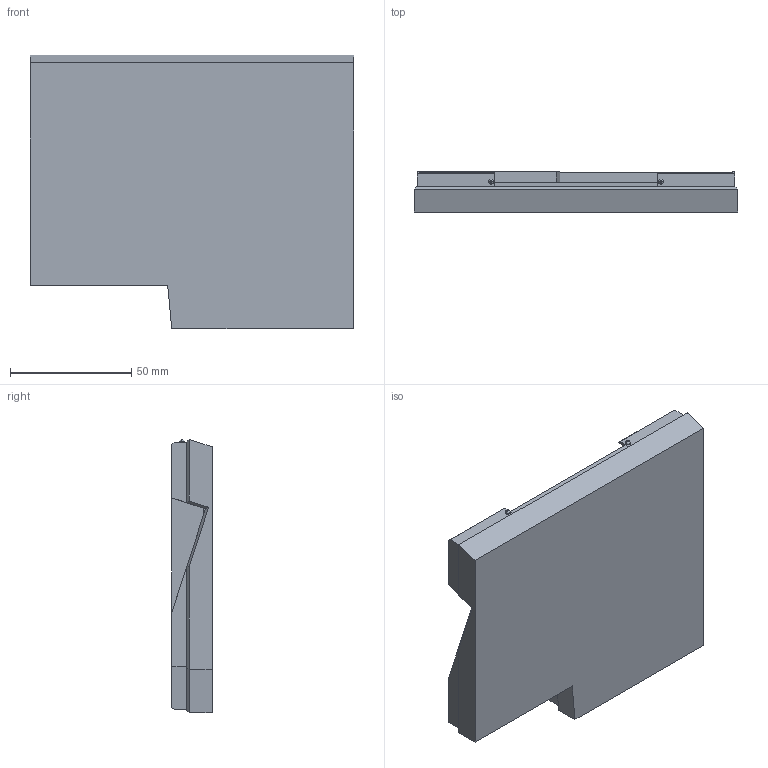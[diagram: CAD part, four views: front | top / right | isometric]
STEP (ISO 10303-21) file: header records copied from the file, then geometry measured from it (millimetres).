
FILE_DESCRIPTION (( 'STEP AP214' ), '1' );
FILE_NAME ('2of2 TSK Case.STEP', '2017-06-08T19:13:46', ( '' ), ( '' ), 'SwSTEP 2.0', 'SolidWorks 2016', '' );
FILE_SCHEMA (( 'AUTOMOTIVE_DESIGN' ));
Length unit declared in the file: millimetre
Products named in the file (1): 2of2 TSK Case
Bounding box: 133.27 x 16.7 x 112.65 mm (x, y, z)
Volume: 45157.7 mm3; surface area: 43103.1 mm2
Topology: 1 solids, 1 shells, 142 faces, 358 edges, 229 vertices
Faces by surface type: plane 100, cylinder 24, cone 14, torus 4
Entity records: 4262 total; most frequent: CARTESIAN_POINT 814, ORIENTED_EDGE 716, DIRECTION 690, EDGE_CURVE 358, VECTOR 272, LINE 272, VERTEX_POINT 229, AXIS2_PLACEMENT_3D 209
